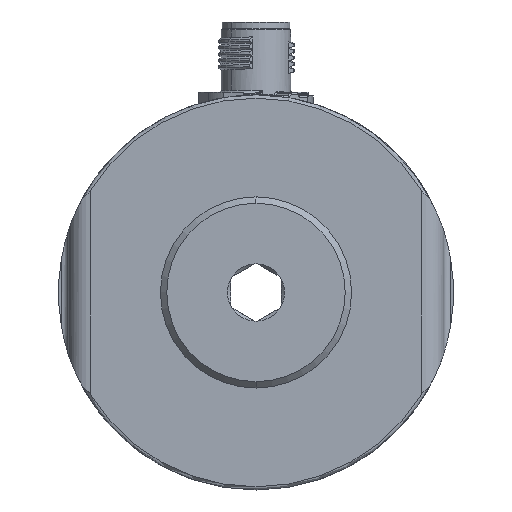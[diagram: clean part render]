
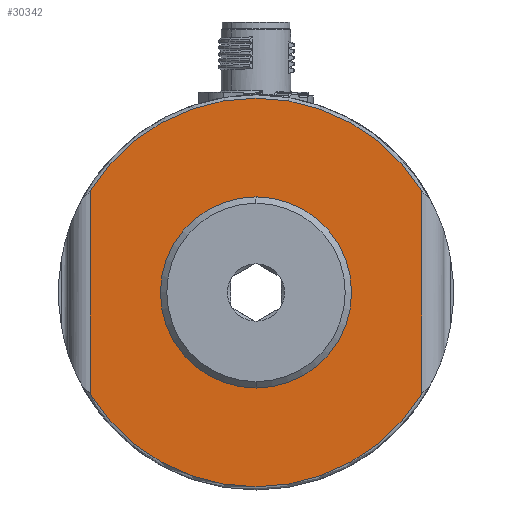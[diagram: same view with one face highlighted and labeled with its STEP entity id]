
A CAD part, front view. The second image highlights one B-rep face of the part: STEP entity #30342.
In plain terms, the highlighted planar face has unit normal (0, -1, 0).
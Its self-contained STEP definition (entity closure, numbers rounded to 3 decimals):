
#7134=CARTESIAN_POINT('',(0.,7.,0.));
#7135=DIRECTION('',(0.,-1.,0.));
#7136=DIRECTION('',(-0.852,0.,-0.523));
#7137=AXIS2_PLACEMENT_3D('',#7134,#7135,#7136);
#7142=CARTESIAN_POINT('',(0.,7.,0.));
#7143=DIRECTION('',(0.,-1.,0.));
#7144=DIRECTION('',(0.,0.,1.));
#7145=AXIS2_PLACEMENT_3D('',#7142,#7143,#7144);
#7150=CARTESIAN_POINT('',(0.,7.,0.));
#7151=DIRECTION('',(0.,-1.,0.));
#7152=DIRECTION('',(0.852,0.,0.523));
#7153=AXIS2_PLACEMENT_3D('',#7150,#7151,#7152);
#7158=CARTESIAN_POINT('',(0.,7.,0.));
#7159=DIRECTION('',(0.,-1.,0.));
#7160=DIRECTION('',(0.,0.,-1.));
#7161=AXIS2_PLACEMENT_3D('',#7158,#7159,#7160);
#7166=CARTESIAN_POINT('',(0.,7.,0.));
#7167=DIRECTION('',(0.,1.,0.));
#7168=DIRECTION('',(0.,0.,-1.));
#7169=AXIS2_PLACEMENT_3D('',#7166,#7167,#7168);
#7174=CARTESIAN_POINT('',(0.,7.,0.));
#7175=DIRECTION('',(0.,1.,0.));
#7176=DIRECTION('',(0.,0.,1.));
#7177=AXIS2_PLACEMENT_3D('',#7174,#7175,#7176);
#7369=CARTESIAN_POINT('',(-26.,7.,15.945));
#7381=DIRECTION('',(0.,0.,1.));
#7382=VECTOR('',#7381,31.89);
#7383=CARTESIAN_POINT('',(-26.,7.,-15.945));
#7384=LINE('',#7383,#7382);
#7827=DIRECTION('',(0.,0.,-1.));
#7828=VECTOR('',#7827,31.89);
#7829=CARTESIAN_POINT('',(26.,7.,15.945));
#7830=LINE('',#7829,#7828);
#19565=VERTEX_POINT('',#7369);
#19567=CARTESIAN_POINT('',(-26.,7.,-15.945));
#19568=VERTEX_POINT('',#19567);
#19569=CARTESIAN_POINT('',(0.,7.,30.5));
#19570=VERTEX_POINT('',#19569);
#19571=CARTESIAN_POINT('',(26.,7.,15.945));
#19572=VERTEX_POINT('',#19571);
#19573=CARTESIAN_POINT('',(0.,7.,-30.5));
#19574=CARTESIAN_POINT('',(26.,7.,-15.945));
#19575=VERTEX_POINT('',#19573);
#19576=VERTEX_POINT('',#19574);
#20793=CARTESIAN_POINT('',(0.,7.,-15.));
#20795=VERTEX_POINT('',#20793);
#20797=CARTESIAN_POINT('',(0.,7.,15.));
#20798=VERTEX_POINT('',#20797);
#30319=CARTESIAN_POINT('',(31.,7.,0.));
#30320=DIRECTION('',(0.,-1.,0.));
#30321=DIRECTION('',(0.,0.,-1.));
#30322=AXIS2_PLACEMENT_3D('',#30319,#30320,#30321);
#30323=PLANE('',#30322);
#30325=ORIENTED_EDGE('',*,*,#30324,.F.);
#30327=ORIENTED_EDGE('',*,*,#30326,.T.);
#30329=ORIENTED_EDGE('',*,*,#30328,.F.);
#30331=ORIENTED_EDGE('',*,*,#30330,.F.);
#30333=ORIENTED_EDGE('',*,*,#30332,.T.);
#30335=ORIENTED_EDGE('',*,*,#30334,.F.);
#30336=EDGE_LOOP('',(#30325,#30327,#30329,#30331,#30333,#30335));
#30337=FACE_OUTER_BOUND('',#30336,.F.);
#30338=ORIENTED_EDGE('',*,*,#30313,.F.);
#30339=ORIENTED_EDGE('',*,*,#30299,.F.);
#30340=EDGE_LOOP('',(#30338,#30339));
#30341=FACE_BOUND('',#30340,.F.);
#30342=ADVANCED_FACE('',(#30337,#30341),#30323,.T.);
#7138=CIRCLE('',#7137,30.5);
#7146=CIRCLE('',#7145,30.5);
#7154=CIRCLE('',#7153,30.5);
#7162=CIRCLE('',#7161,30.5);
#7170=CIRCLE('',#7169,15.);
#7178=CIRCLE('',#7177,15.);
#30299=EDGE_CURVE('',#20798,#20795,#7178,.T.);
#30313=EDGE_CURVE('',#20795,#20798,#7170,.T.);
#30324=EDGE_CURVE('',#19568,#19575,#7138,.T.);
#30326=EDGE_CURVE('',#19568,#19565,#7384,.T.);
#30328=EDGE_CURVE('',#19570,#19565,#7146,.T.);
#30330=EDGE_CURVE('',#19572,#19570,#7154,.T.);
#30332=EDGE_CURVE('',#19572,#19576,#7830,.T.);
#30334=EDGE_CURVE('',#19575,#19576,#7162,.T.);
